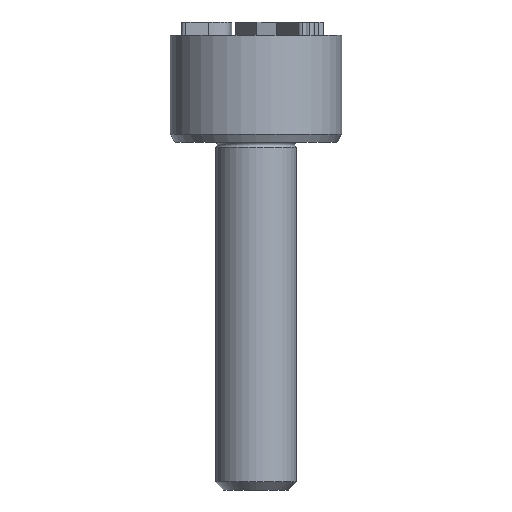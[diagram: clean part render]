
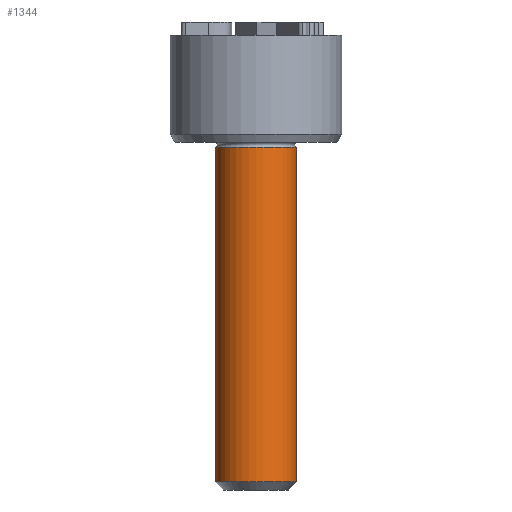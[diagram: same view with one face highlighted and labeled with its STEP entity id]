
A CAD part, front view. The second image highlights one B-rep face of the part: STEP entity #1344.
In plain terms, the highlighted cylindrical face has radius 1.5 mm (diameter 3 mm), a full revolution.
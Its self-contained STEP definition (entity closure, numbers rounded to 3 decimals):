
#16=CYLINDRICAL_SURFACE('',#1419,1.5);
#28=CIRCLE('',#1418,1.5);
#29=CIRCLE('',#1420,1.5);
#30=CIRCLE('',#1421,1.5);
#196=FACE_OUTER_BOUND('',#275,.T.);
#275=EDGE_LOOP('',(#1211,#1212,#1213,#1214,#1215));
#402=LINE('',#2403,#525);
#525=VECTOR('',#1651,1.5);
#650=VERTEX_POINT('',#2395);
#651=VERTEX_POINT('',#2399);
#652=VERTEX_POINT('',#2400);
#839=EDGE_CURVE('',#650,#650,#28,.T.);
#841=EDGE_CURVE('',#651,#652,#29,.T.);
#842=EDGE_CURVE('',#652,#651,#30,.T.);
#843=EDGE_CURVE('',#652,#650,#402,.T.);
#1211=ORIENTED_EDGE('',*,*,#841,.F.);
#1212=ORIENTED_EDGE('',*,*,#842,.F.);
#1213=ORIENTED_EDGE('',*,*,#843,.T.);
#1214=ORIENTED_EDGE('',*,*,#839,.T.);
#1215=ORIENTED_EDGE('',*,*,#843,.F.);
#1344=ADVANCED_FACE('',(#196),#16,.T.);
#1418=AXIS2_PLACEMENT_3D('',#2396,#1642,#1643);
#1419=AXIS2_PLACEMENT_3D('',#2398,#1645,#1646);
#1420=AXIS2_PLACEMENT_3D('',#2401,#1647,#1648);
#1421=AXIS2_PLACEMENT_3D('',#2402,#1649,#1650);
#1642=DIRECTION('center_axis',(0.,0.,1.));
#1643=DIRECTION('ref_axis',(0.,-1.,0.));
#1645=DIRECTION('center_axis',(0.,0.,1.));
#1646=DIRECTION('ref_axis',(0.,-1.,0.));
#1647=DIRECTION('center_axis',(0.,0.,1.));
#1648=DIRECTION('ref_axis',(0.,-1.,0.));
#1649=DIRECTION('center_axis',(0.,0.,1.));
#1650=DIRECTION('ref_axis',(0.,-1.,0.));
#1651=DIRECTION('',(0.,0.,-1.));
#2395=CARTESIAN_POINT('',(0.,1.5,-12.7));
#2396=CARTESIAN_POINT('Origin',(0.,0.,-12.7));
#2398=CARTESIAN_POINT('Origin',(0.,0.,-6.443));
#2399=CARTESIAN_POINT('',(-1.5,0.,-0.187));
#2400=CARTESIAN_POINT('',(0.,1.5,-0.187));
#2401=CARTESIAN_POINT('Origin',(0.,0.,-0.187));
#2402=CARTESIAN_POINT('Origin',(0.,0.,-0.187));
#2403=CARTESIAN_POINT('',(0.,1.5,-6.443));
